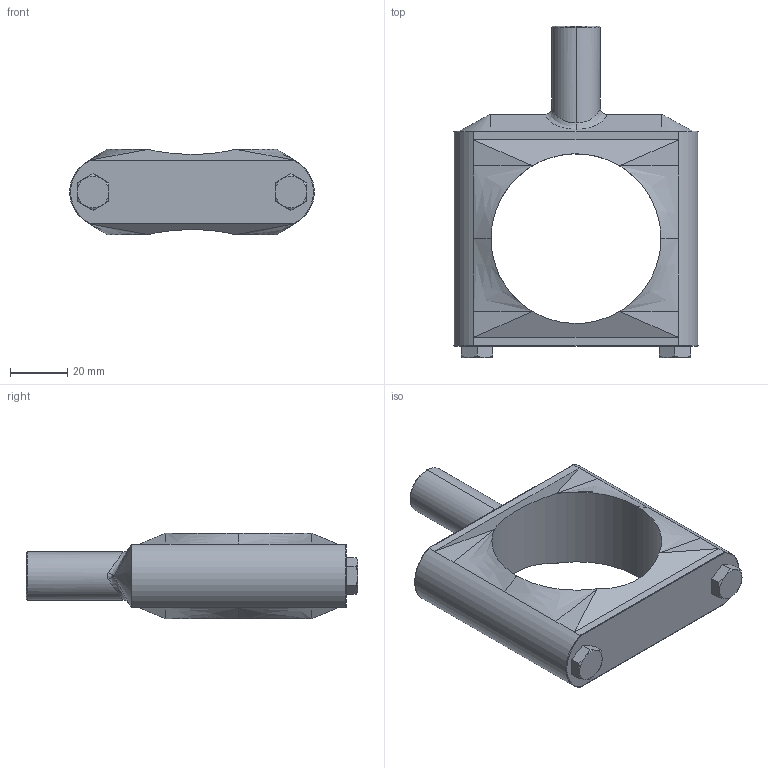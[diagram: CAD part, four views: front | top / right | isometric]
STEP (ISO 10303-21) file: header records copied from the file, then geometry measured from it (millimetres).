
FILE_DESCRIPTION (( 'STEP AP203' ), '1' );
FILE_NAME ('CSDH2.0P304ZP.STEP', '2023-05-25T16:59:03', ( '' ), ( '' ), 'SwSTEP 2.0', 'SolidWorks 2018', '' );
FILE_SCHEMA (( 'CONFIG_CONTROL_DESIGN' ));
Length unit declared in the file: inch
Products named in the file (1): CSDH2.0P304ZP
Bounding box: 85.25 x 115.63 x 29.85 mm (x, y, z)
Volume: 90913.4 mm3; surface area: 21965.1 mm2
Topology: 1 solids, 1 shells, 92 faces, 224 edges, 133 vertices
Faces by surface type: plane 36, cone 20, cylinder 14, bspline 14, torus 6, sphere 2
Entity records: 3293 total; most frequent: CARTESIAN_POINT 1266, ORIENTED_EDGE 444, DIRECTION 346, EDGE_CURVE 222, VERTEX_POINT 133, AXIS2_PLACEMENT_3D 125, VECTOR 96, LINE 96
